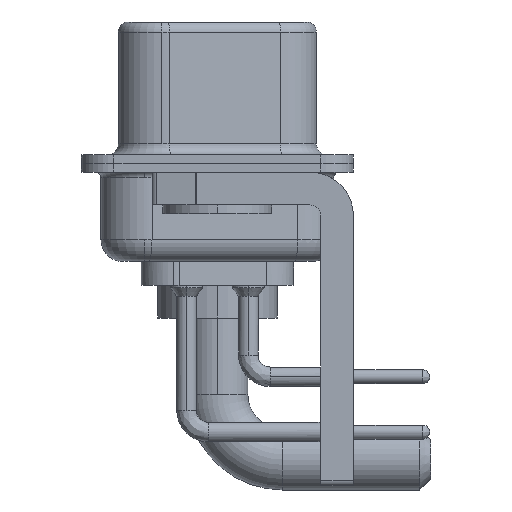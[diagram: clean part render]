
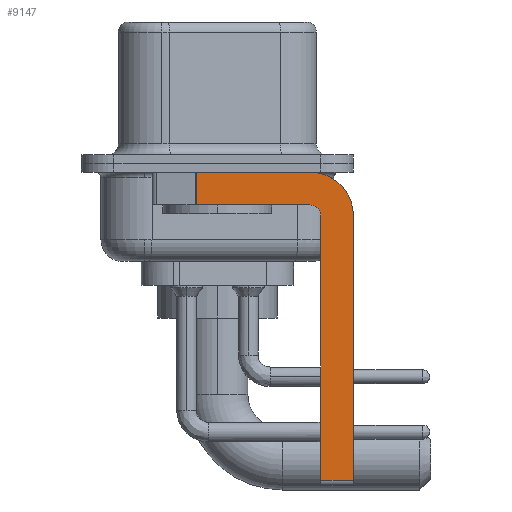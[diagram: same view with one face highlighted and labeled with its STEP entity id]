
A CAD part, left-side view. The second image highlights one B-rep face of the part: STEP entity #9147.
In plain terms, the highlighted planar face has unit normal (-1, 0, 0).
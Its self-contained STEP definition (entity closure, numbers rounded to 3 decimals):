
#35 = CARTESIAN_POINT ( 'NONE',  ( -2.9, -6.25, -2.4 ) ) ;
#1055 = EDGE_LOOP ( 'NONE', ( #6361, #17108, #17579, #6687, #22819, #18585, #13586, #9279 ) ) ;
#1082 = CARTESIAN_POINT ( 'NONE',  ( -2.9, -4.75, -14.8 ) ) ;
#1544 = LINE ( 'NONE', #1082, #11144 ) ;
#1865 = CARTESIAN_POINT ( 'NONE',  ( -2.9, -6.25, -14.55 ) ) ;
#2084 = CARTESIAN_POINT ( 'NONE',  ( -2.9, -4.25, -2.4 ) ) ;
#2715 = CARTESIAN_POINT ( 'NONE',  ( -2.9, -6.25, -2.4 ) ) ;
#2956 = DIRECTION ( 'NONE',  ( 0., 0., 1. ) ) ;
#3046 = DIRECTION ( 'NONE',  ( 1., 0., 0. ) ) ;
#3140 = EDGE_CURVE ( 'NONE', #8624, #18154, #14316, .T. ) ;
#4083 = DIRECTION ( 'NONE',  ( -1., 0., 0. ) ) ;
#4344 = VERTEX_POINT ( 'NONE', #8330 ) ;
#4554 = DIRECTION ( 'NONE',  ( 0., 0., -1. ) ) ;
#4569 = PLANE ( 'NONE',  #15633 ) ;
#5784 = DIRECTION ( 'NONE',  ( 0., -1., 0. ) ) ;
#6361 = ORIENTED_EDGE ( 'NONE', *, *, #15002, .F. ) ;
#6687 = ORIENTED_EDGE ( 'NONE', *, *, #3140, .F. ) ;
#7002 = VERTEX_POINT ( 'NONE', #15044 ) ;
#7645 = VERTEX_POINT ( 'NONE', #16277 ) ;
#8330 = CARTESIAN_POINT ( 'NONE',  ( -2.9, 0.978, -1.9 ) ) ;
#8377 = CARTESIAN_POINT ( 'NONE',  ( -2.9, 3., -0.4 ) ) ;
#8624 = VERTEX_POINT ( 'NONE', #11978 ) ;
#8806 = EDGE_CURVE ( 'NONE', #7002, #8624, #1544, .T. ) ;
#9147 = ADVANCED_FACE ( 'NONE', ( #13902 ), #4569, .F. ) ;
#9279 = ORIENTED_EDGE ( 'NONE', *, *, #13132, .F. ) ;
#10446 = AXIS2_PLACEMENT_3D ( 'NONE', #11780, #20689, #4554 ) ;
#10713 = LINE ( 'NONE', #12804, #20030 ) ;
#11020 = CARTESIAN_POINT ( 'NONE',  ( -2.9, -4.25, -0.4 ) ) ;
#11040 = DIRECTION ( 'NONE',  ( 0., 1., 0. ) ) ;
#11144 = VECTOR ( 'NONE', #2956, 1000. ) ;
#11780 = CARTESIAN_POINT ( 'NONE',  ( -2.9, -4.25, -2.4 ) ) ;
#11796 = DIRECTION ( 'NONE',  ( 0., 0., -1. ) ) ;
#11874 = LINE ( 'NONE', #8377, #16634 ) ;
#11978 = CARTESIAN_POINT ( 'NONE',  ( -2.9, -4.75, -2.4 ) ) ;
#12321 = VECTOR ( 'NONE', #20605, 1000. ) ;
#12798 = LINE ( 'NONE', #18301, #20432 ) ;
#12804 = CARTESIAN_POINT ( 'NONE',  ( -2.9, -4.25, -14.55 ) ) ;
#12840 = DIRECTION ( 'NONE',  ( 0., 0., 1. ) ) ;
#13132 = EDGE_CURVE ( 'NONE', #16723, #15474, #16056, .T. ) ;
#13461 = LINE ( 'NONE', #2715, #12321 ) ;
#13558 = EDGE_CURVE ( 'NONE', #7645, #4344, #21735, .T. ) ;
#13586 = ORIENTED_EDGE ( 'NONE', *, *, #16849, .F. ) ;
#13902 = FACE_OUTER_BOUND ( 'NONE', #1055, .T. ) ;
#14316 = CIRCLE ( 'NONE', #16541, 0.5 ) ;
#15002 = EDGE_CURVE ( 'NONE', #7645, #16723, #11874, .T. ) ;
#15044 = CARTESIAN_POINT ( 'NONE',  ( -2.9, -4.75, -14.55 ) ) ;
#15158 = DIRECTION ( 'NONE',  ( 0., -1., 0. ) ) ;
#15172 = EDGE_CURVE ( 'NONE', #7002, #18918, #10713, .T. ) ;
#15250 = VECTOR ( 'NONE', #16557, 1000. ) ;
#15474 = VERTEX_POINT ( 'NONE', #35 ) ;
#15633 = AXIS2_PLACEMENT_3D ( 'NONE', #15659, #3046, #11796 ) ;
#15659 = CARTESIAN_POINT ( 'NONE',  ( -2.9, -4.25, -2.4 ) ) ;
#16056 = CIRCLE ( 'NONE', #10446, 2. ) ;
#16277 = CARTESIAN_POINT ( 'NONE',  ( -2.9, 0.978, -0.4 ) ) ;
#16305 = EDGE_CURVE ( 'NONE', #18154, #4344, #12798, .T. ) ;
#16541 = AXIS2_PLACEMENT_3D ( 'NONE', #2084, #4083, #12840 ) ;
#16557 = DIRECTION ( 'NONE',  ( 0., 0., -1. ) ) ;
#16634 = VECTOR ( 'NONE', #15158, 1000. ) ;
#16723 = VERTEX_POINT ( 'NONE', #11020 ) ;
#16849 = EDGE_CURVE ( 'NONE', #15474, #18918, #13461, .T. ) ;
#17108 = ORIENTED_EDGE ( 'NONE', *, *, #13558, .T. ) ;
#17579 = ORIENTED_EDGE ( 'NONE', *, *, #16305, .F. ) ;
#18154 = VERTEX_POINT ( 'NONE', #22497 ) ;
#18210 = CARTESIAN_POINT ( 'NONE',  ( -2.9, 0.978, -1.9 ) ) ;
#18301 = CARTESIAN_POINT ( 'NONE',  ( -2.9, -4.25, -1.9 ) ) ;
#18585 = ORIENTED_EDGE ( 'NONE', *, *, #15172, .T. ) ;
#18918 = VERTEX_POINT ( 'NONE', #1865 ) ;
#20030 = VECTOR ( 'NONE', #5784, 1000. ) ;
#20432 = VECTOR ( 'NONE', #11040, 1000. ) ;
#20605 = DIRECTION ( 'NONE',  ( 0., 0., -1. ) ) ;
#20689 = DIRECTION ( 'NONE',  ( 1., 0., 0. ) ) ;
#21735 = LINE ( 'NONE', #18210, #15250 ) ;
#22497 = CARTESIAN_POINT ( 'NONE',  ( -2.9, -4.25, -1.9 ) ) ;
#22819 = ORIENTED_EDGE ( 'NONE', *, *, #8806, .F. ) ;
